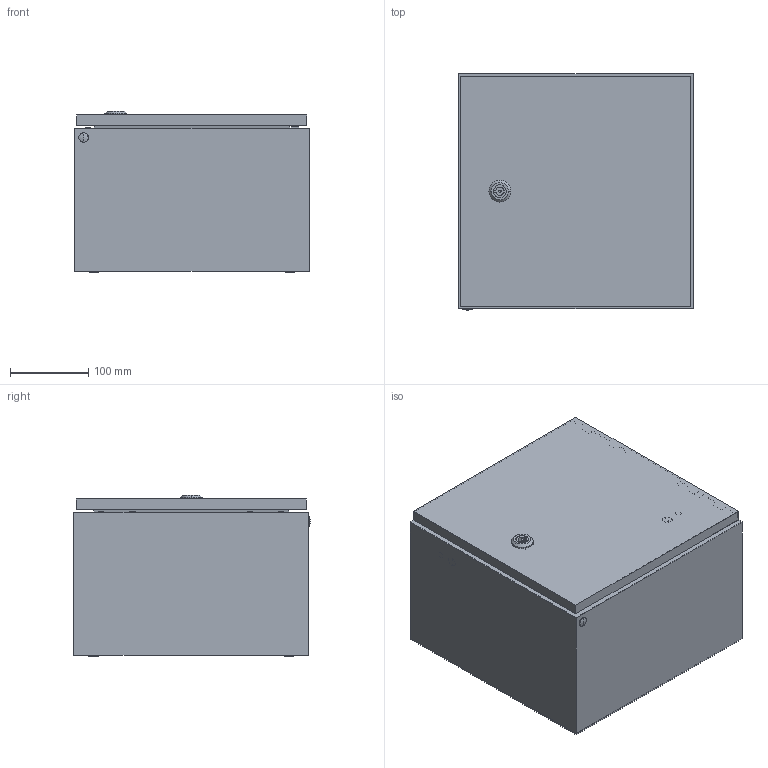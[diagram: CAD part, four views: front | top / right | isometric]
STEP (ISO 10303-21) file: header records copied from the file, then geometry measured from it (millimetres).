
FILE_DESCRIPTION (( 'STEP AP214' ), '1' );
FILE_NAME ('3331-3030-20-07.step', '2023-12-20T12:42:16', ( '' ), ( '' ), 'SwSTEP 2.0', 'SolidWorks 2019', '' );
FILE_SCHEMA (( 'AUTOMOTIVE_DESIGN' ));
Length unit declared in the file: millimetre
Products named in the file (4): Tuer_wg_3331-3030-00-97; 3331-3030-20-07; Montageplattenbeipack_wg_3030; Korpus_wg_3030-20
Assembly tree (3 placements, depth 2):
  3331-3030-20-07
    Korpus_wg_3030-20
    Tuer_wg_3331-3030-00-97
    Montageplattenbeipack_wg_3030
Bounding box: 300 x 302 x 206.85 mm (x, y, z)
Volume: 650251.7 mm3; surface area: 929326.2 mm2
Topology: 19 solids, 23 shells, 970 faces, 2357 edges, 1523 vertices
Faces by surface type: plane 510, cylinder 292, cone 130, sphere 18, bspline 16, torus 4
Entity records: 40914 total; most frequent: CARTESIAN_POINT 14070, DIRECTION 4779, ORIENTED_EDGE 4698, EDGE_CURVE 2349, AXIS2_PLACEMENT_3D 1758, VERTEX_POINT 1523, VECTOR 1263, LINE 1263
